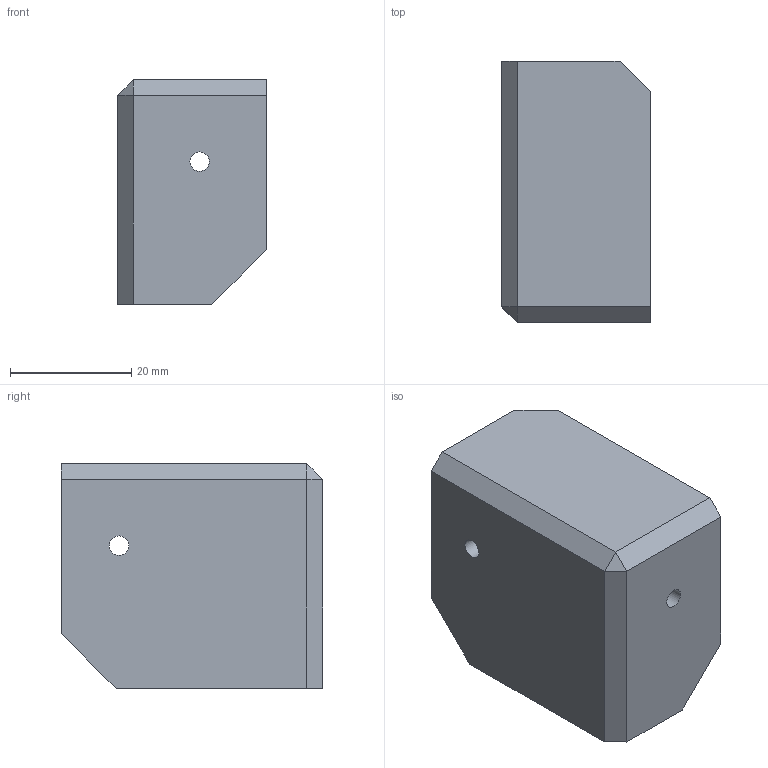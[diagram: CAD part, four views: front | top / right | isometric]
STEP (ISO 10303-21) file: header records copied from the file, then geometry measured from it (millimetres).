
FILE_DESCRIPTION(('FreeCAD Model'),'2;1');
FILE_NAME('Open CASCADE Shape Model','2022-01-08T21:47:58',('Author'),( ''),'Open CASCADE STEP processor 7.5','FreeCAD','Unknown');
FILE_SCHEMA(('AUTOMOTIVE_DESIGN { 1 0 10303 214 1 1 1 1 }'));
Length unit declared in the file: millimetre
Products named in the file (1): y.foot.L
Bounding box: 24.5 x 43 x 37 mm (x, y, z)
Volume: 10604.8 mm3; surface area: 8574.6 mm2
Topology: 1 solids, 1 shells, 32 faces, 87 edges, 57 vertices
Faces by surface type: plane 30, cylinder 2
Full cylindrical faces by diameter (mm): 3.2 x2
Entity records: 2158 total; most frequent: CARTESIAN_POINT 363, DIRECTION 329, LINE 253, VECTOR 253, ORIENTED_EDGE 174, PCURVE 174, DEFINITIONAL_REPRESENTATION 174, EDGE_CURVE 87
